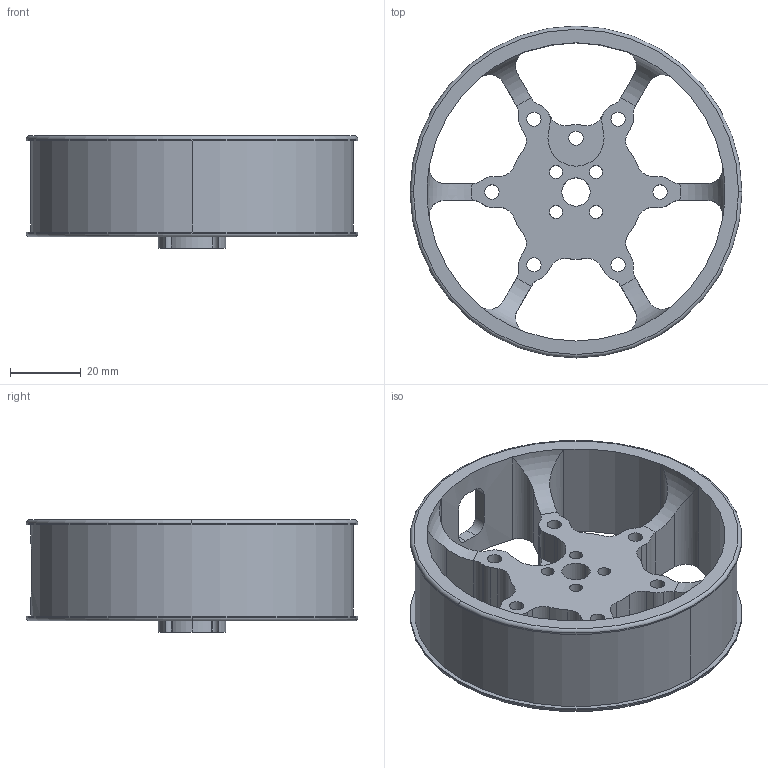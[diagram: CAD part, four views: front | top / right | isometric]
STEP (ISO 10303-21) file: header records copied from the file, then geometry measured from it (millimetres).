
FILE_DESCRIPTION (( 'STEP AP203' ), '1' );
FILE_NAME ('am-3612 4 Performance Wheel Nub.STEP', '2017-11-08T21:12:47', ( '' ), ( '' ), 'SwSTEP 2.0', 'SolidWorks 2017', '' );
FILE_SCHEMA (( 'CONFIG_CONTROL_DESIGN' ));
Length unit declared in the file: inch
Products named in the file (1): am-3612 4 Performance Wheel Nub
Bounding box: 93.98 x 93.98 x 31.75 mm (x, y, z)
Volume: 58795.9 mm3; surface area: 30163.2 mm2
Topology: 1 solids, 1 shells, 162 faces, 485 edges, 318 vertices
Faces by surface type: cylinder 115, plane 37, torus 10
Entity records: 6138 total; most frequent: CARTESIAN_POINT 1460, DIRECTION 1015, ORIENTED_EDGE 970, EDGE_CURVE 485, AXIS2_PLACEMENT_3D 403, VERTEX_POINT 318, CIRCLE 240, VECTOR 209
